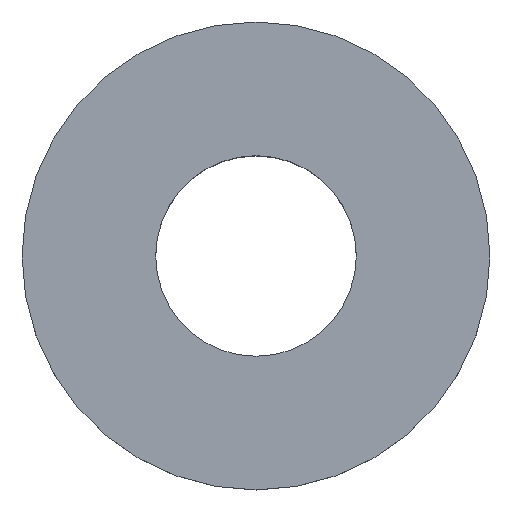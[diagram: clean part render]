
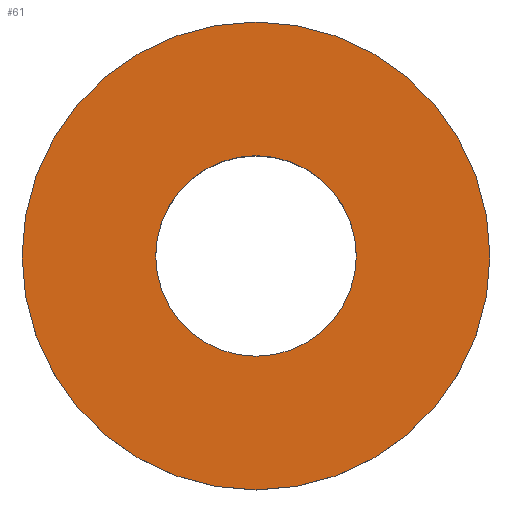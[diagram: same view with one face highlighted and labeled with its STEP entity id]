
A CAD part, top view. The second image highlights one B-rep face of the part: STEP entity #61.
In plain terms, the highlighted planar face has unit normal (0, 0, 1).
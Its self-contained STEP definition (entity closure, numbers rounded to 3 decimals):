
#61=ADVANCED_FACE('',(#122,#123),#124,.T.);
#122=FACE_OUTER_BOUND('',#180,.T.);
#123=FACE_BOUND('',#181,.T.);
#124=PLANE('',#182);
#180=EDGE_LOOP('',(#290,#291));
#181=EDGE_LOOP('',(#292,#293));
#182=AXIS2_PLACEMENT_3D('',#294,#295,#296);
#290=ORIENTED_EDGE('',*,*,#384,.T.);
#291=ORIENTED_EDGE('',*,*,#386,.T.);
#292=ORIENTED_EDGE('',*,*,#343,.T.);
#293=ORIENTED_EDGE('',*,*,#387,.T.);
#294=CARTESIAN_POINT('',(0.0,0.0,0.0));
#295=DIRECTION('',(-0.0,0.,1.0));
#296=DIRECTION('',(1.0,0.0,0.0));
#343=EDGE_CURVE('',#400,#397,#401,.F.);
#384=EDGE_CURVE('',#459,#461,#463,.T.);
#386=EDGE_CURVE('',#461,#459,#465,.F.);
#387=EDGE_CURVE('',#397,#400,#466,.T.);
#397=VERTEX_POINT('',#476);
#400=VERTEX_POINT('',#480);
#401=CIRCLE('',#481,3.0);
#459=VERTEX_POINT('',#628);
#461=VERTEX_POINT('',#631);
#463=CIRCLE('',#634,7.0);
#465=CIRCLE('',#636,7.0);
#466=CIRCLE('',#637,3.0);
#476=CARTESIAN_POINT('',(-3.0,0.,0.0));
#480=CARTESIAN_POINT('',(3.0,0.,0.0));
#481=AXIS2_PLACEMENT_3D('',#647,#648,#649);
#628=CARTESIAN_POINT('',(7.0,0.,0.));
#631=CARTESIAN_POINT('',(-7.0,0.,0.));
#634=AXIS2_PLACEMENT_3D('',#681,#682,#683);
#636=AXIS2_PLACEMENT_3D('',#684,#685,#686);
#637=AXIS2_PLACEMENT_3D('',#687,#688,#689);
#647=CARTESIAN_POINT('',(0.0,0.,0.0));
#648=DIRECTION('',(-0.0,0.,1.0));
#649=DIRECTION('',(1.0,0.0,0.0));
#681=CARTESIAN_POINT('',(0.0,0.,0.0));
#682=DIRECTION('',(-0.0,0.,1.0));
#683=DIRECTION('',(1.0,0.0,0.0));
#684=CARTESIAN_POINT('',(0.0,0.,0.0));
#685=DIRECTION('',(0.0,0.,-1.0));
#686=DIRECTION('',(1.0,0.0,0.0));
#687=CARTESIAN_POINT('',(0.0,0.,0.0));
#688=DIRECTION('',(0.0,0.,-1.0));
#689=DIRECTION('',(1.0,0.0,0.0));
